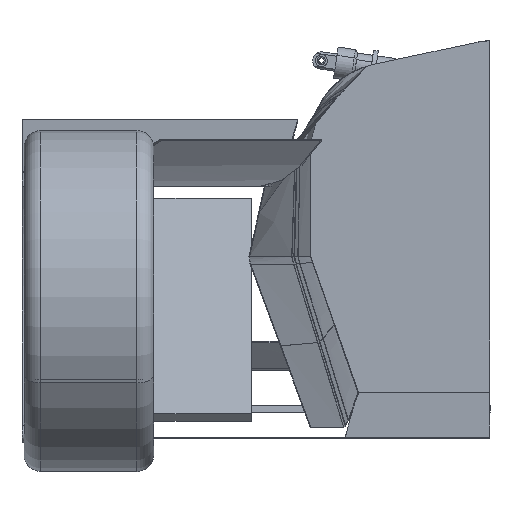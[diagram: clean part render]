
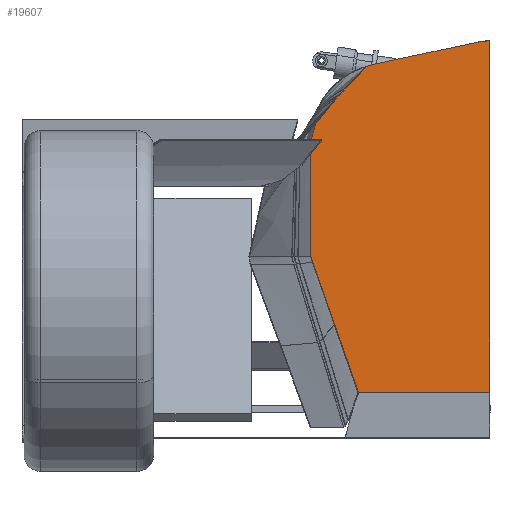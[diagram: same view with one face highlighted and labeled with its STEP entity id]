
A CAD part, left-side view. The second image highlights one B-rep face of the part: STEP entity #19607.
In plain terms, the highlighted planar face has unit normal (-1, 0, 0).
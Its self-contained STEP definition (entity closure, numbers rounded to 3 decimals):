
#18695=CARTESIAN_POINT('Vertex',(0.,0.,-517.3)) ;
#18698=CARTESIAN_POINT('Line Origine',(0.,96.747,-517.3)) ;
#18702=CARTESIAN_POINT('Vertex',(0.,193.495,-517.3)) ;
#18802=CARTESIAN_POINT('Line Origine',(0.,195.501,-511.589)) ;
#18806=CARTESIAN_POINT('Vertex',(0.,197.508,-505.879)) ;
#19293=CARTESIAN_POINT('Vertex',(0.,266.849,-308.523)) ;
#19298=CARTESIAN_POINT('Axis2P3D Location',(0.,230.292,-295.678)) ;
#19302=CARTESIAN_POINT('Vertex',(0.,269.04,-295.678)) ;
#19374=CARTESIAN_POINT('Line Origine',(0.,232.179,-407.201)) ;
#19547=CARTESIAN_POINT('Axis2P3D Location',(0.,0.,0.)) ;
#19553=CARTESIAN_POINT('Control Point',(0.,3.163,20.464)) ;
#19554=CARTESIAN_POINT('Control Point',(0.,2.527,20.546)) ;
#19555=CARTESIAN_POINT('Control Point',(0.,1.892,20.617)) ;
#19556=CARTESIAN_POINT('Control Point',(0.,1.259,20.676)) ;
#19557=CARTESIAN_POINT('Control Point',(0.,0.628,20.724)) ;
#19558=CARTESIAN_POINT('Control Point',(0.,0.,20.762)) ;
#19559=CARTESIAN_POINT('Vertex',(0.,3.163,20.464)) ;
#19561=CARTESIAN_POINT('Vertex',(0.,0.,20.762)) ;
#19564=CARTESIAN_POINT('Axis2P3D Location',(0.,-31.688,-249.282)) ;
#19568=CARTESIAN_POINT('Vertex',(0.,25.162,16.699)) ;
#19571=CARTESIAN_POINT('Line Origine',(0.,100.291,0.641)) ;
#19575=CARTESIAN_POINT('Vertex',(0.,175.42,-15.417)) ;
#19578=CARTESIAN_POINT('Axis2P3D Location',(0.,150.648,-131.319)) ;
#19582=CARTESIAN_POINT('Vertex',(0.,269.04,-125.823)) ;
#19585=CARTESIAN_POINT('Line Origine',(0.,269.04,-210.751)) ;
#19590=CARTESIAN_POINT('Line Origine',(0.,0.,-248.269)) ;
#18699=DIRECTION('Vector Direction',(0.,-1.,0.)) ;
#18803=DIRECTION('Vector Direction',(0.,-0.331,-0.943)) ;
#19299=DIRECTION('Axis2P3D Direction',(1.,0.,0.)) ;
#19375=DIRECTION('Vector Direction',(0.,-0.331,-0.943)) ;
#19548=DIRECTION('Axis2P3D Direction',(1.,0.,0.)) ;
#19549=DIRECTION('Axis2P3D XDirection',(0.,1.,0.)) ;
#19565=DIRECTION('Axis2P3D Direction',(1.,0.,0.)) ;
#19572=DIRECTION('Vector Direction',(0.,0.978,-0.209)) ;
#19579=DIRECTION('Axis2P3D Direction',(1.,0.,0.)) ;
#19586=DIRECTION('Vector Direction',(0.,0.,-1.)) ;
#19591=DIRECTION('Vector Direction',(0.,0.,1.)) ;
#19300=AXIS2_PLACEMENT_3D('Circle Axis2P3D',#19298,#19299,$) ;
#19550=AXIS2_PLACEMENT_3D('Plane Axis2P3D',#19547,#19548,#19549) ;
#19566=AXIS2_PLACEMENT_3D('Circle Axis2P3D',#19564,#19565,$) ;
#19580=AXIS2_PLACEMENT_3D('Circle Axis2P3D',#19578,#19579,$) ;
#19596=ORIENTED_EDGE('',*,*,#19563,.F.) ;
#19597=ORIENTED_EDGE('',*,*,#19570,.F.) ;
#19598=ORIENTED_EDGE('',*,*,#19577,.F.) ;
#19599=ORIENTED_EDGE('',*,*,#19584,.F.) ;
#19600=ORIENTED_EDGE('',*,*,#19589,.F.) ;
#19601=ORIENTED_EDGE('',*,*,#19304,.F.) ;
#19602=ORIENTED_EDGE('',*,*,#19378,.F.) ;
#19603=ORIENTED_EDGE('',*,*,#18808,.F.) ;
#19604=ORIENTED_EDGE('',*,*,#18704,.F.) ;
#19605=ORIENTED_EDGE('',*,*,#19594,.F.) ;
#18700=VECTOR('Line Direction',#18699,1.) ;
#18804=VECTOR('Line Direction',#18803,1.) ;
#19376=VECTOR('Line Direction',#19375,1.) ;
#19573=VECTOR('Line Direction',#19572,1.) ;
#19587=VECTOR('Line Direction',#19586,1.) ;
#19592=VECTOR('Line Direction',#19591,1.) ;
#19607=ADVANCED_FACE('',(#19606),#19551,.F.) ;
#19552=B_SPLINE_CURVE_WITH_KNOTS('',5,(#19553,#19554,#19555,#19556,#19557,#19558),.UNSPECIFIED.,.F.,.U.,(6,6),(0.,11.106),.UNSPECIFIED.) ;
#19301=CIRCLE('generated circle',#19300,38.748) ;
#19567=CIRCLE('generated circle',#19566,271.988) ;
#19581=CIRCLE('generated circle',#19580,118.52) ;
#18704=EDGE_CURVE('',#18696,#18703,#18701,.F.) ;
#18808=EDGE_CURVE('',#18703,#18807,#18805,.F.) ;
#19304=EDGE_CURVE('',#19294,#19303,#19301,.T.) ;
#19378=EDGE_CURVE('',#18807,#19294,#19377,.F.) ;
#19563=EDGE_CURVE('',#19560,#19562,#19552,.T.) ;
#19570=EDGE_CURVE('',#19569,#19560,#19567,.T.) ;
#19577=EDGE_CURVE('',#19576,#19569,#19574,.F.) ;
#19584=EDGE_CURVE('',#19583,#19576,#19581,.T.) ;
#19589=EDGE_CURVE('',#19303,#19583,#19588,.F.) ;
#19594=EDGE_CURVE('',#19562,#18696,#19593,.F.) ;
#19595=EDGE_LOOP('',(#19596,#19597,#19598,#19599,#19600,#19601,#19602,#19603,#19604,#19605)) ;
#19606=FACE_OUTER_BOUND('',#19595,.T.) ;
#18701=LINE('Line',#18698,#18700) ;
#18805=LINE('Line',#18802,#18804) ;
#19377=LINE('Line',#19374,#19376) ;
#19574=LINE('Line',#19571,#19573) ;
#19588=LINE('Line',#19585,#19587) ;
#19593=LINE('Line',#19590,#19592) ;
#19551=PLANE('Plane',#19550) ;
#18696=VERTEX_POINT('',#18695) ;
#18703=VERTEX_POINT('',#18702) ;
#18807=VERTEX_POINT('',#18806) ;
#19294=VERTEX_POINT('',#19293) ;
#19303=VERTEX_POINT('',#19302) ;
#19560=VERTEX_POINT('',#19559) ;
#19562=VERTEX_POINT('',#19561) ;
#19569=VERTEX_POINT('',#19568) ;
#19576=VERTEX_POINT('',#19575) ;
#19583=VERTEX_POINT('',#19582) ;
